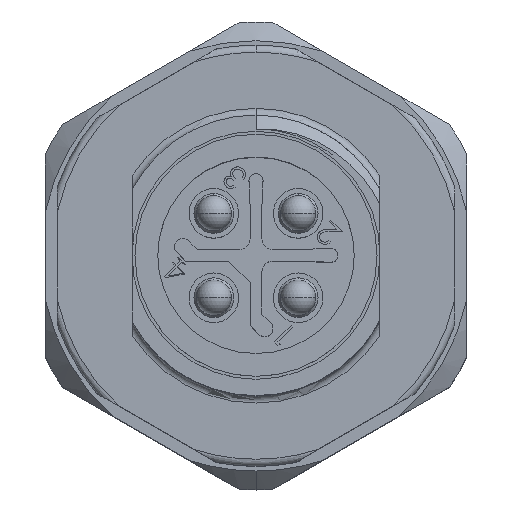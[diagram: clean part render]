
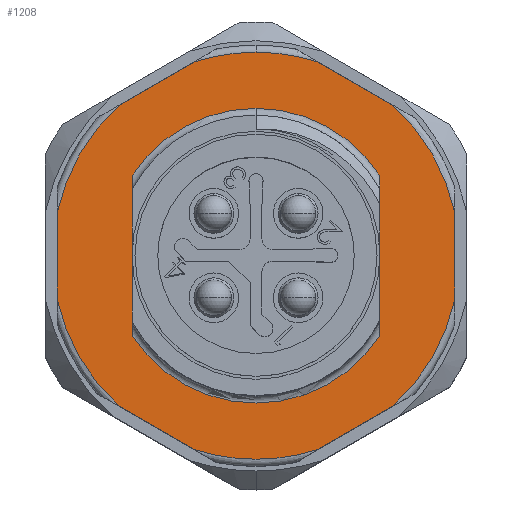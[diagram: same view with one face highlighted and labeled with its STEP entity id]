
A CAD part, top view. The second image highlights one B-rep face of the part: STEP entity #1208.
In plain terms, the highlighted planar face has unit normal (0, 0, 1).
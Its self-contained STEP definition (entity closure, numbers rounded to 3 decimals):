
#342=PLANE('',#9521);
#435=FACE_BOUND('',#2389,.T.);
#436=FACE_BOUND('',#2390,.T.);
#785=CIRCLE('',#9496,8.7);
#786=CIRCLE('',#9497,8.7);
#792=CIRCLE('',#9511,8.7);
#793=CIRCLE('',#9512,8.7);
#794=CIRCLE('',#9513,8.7);
#795=CIRCLE('',#9514,8.7);
#796=CIRCLE('',#9515,8.7);
#797=CIRCLE('',#9516,8.7);
#798=CIRCLE('',#9517,6.3);
#799=CIRCLE('',#9518,6.3);
#800=CIRCLE('',#9519,6.3);
#801=CIRCLE('',#9520,6.3);
#1208=ADVANCED_FACE('',(#435,#436),#342,.T.);
#2389=EDGE_LOOP('',(#5295,#5296,#5297,#5298,#5299,#5300,#5301,#5302,#5303,
#5304,#5305,#5306,#5307,#5308));
#2390=EDGE_LOOP('',(#5309,#5310,#5311,#5312,#5313,#5314));
#2957=LINE('',#16538,#3501);
#2961=LINE('',#16634,#3505);
#2965=LINE('',#16739,#3509);
#2966=LINE('',#16746,#3510);
#2967=LINE('',#16750,#3511);
#2968=LINE('',#16756,#3512);
#2969=LINE('',#16762,#3513);
#2970=LINE('',#16768,#3514);
#3501=VECTOR('',#11227,1.);
#3505=VECTOR('',#11257,1.);
#3509=VECTOR('',#11271,1.);
#3510=VECTOR('',#11280,1.);
#3511=VECTOR('',#11283,1.);
#3512=VECTOR('',#11288,1.);
#3513=VECTOR('',#11293,1.);
#3514=VECTOR('',#11298,1.);
#5295=ORIENTED_EDGE('',*,*,#8016,.T.);
#5296=ORIENTED_EDGE('',*,*,#8015,.F.);
#5297=ORIENTED_EDGE('',*,*,#8017,.T.);
#5298=ORIENTED_EDGE('',*,*,#8004,.T.);
#5299=ORIENTED_EDGE('',*,*,#7996,.T.);
#5300=ORIENTED_EDGE('',*,*,#7995,.T.);
#5301=ORIENTED_EDGE('',*,*,#7989,.T.);
#5302=ORIENTED_EDGE('',*,*,#8018,.T.);
#5303=ORIENTED_EDGE('',*,*,#8019,.F.);
#5304=ORIENTED_EDGE('',*,*,#8020,.T.);
#5305=ORIENTED_EDGE('',*,*,#8021,.T.);
#5306=ORIENTED_EDGE('',*,*,#8022,.T.);
#5307=ORIENTED_EDGE('',*,*,#8023,.T.);
#5308=ORIENTED_EDGE('',*,*,#8024,.T.);
#5309=ORIENTED_EDGE('',*,*,#8025,.T.);
#5310=ORIENTED_EDGE('',*,*,#8026,.T.);
#5311=ORIENTED_EDGE('',*,*,#8027,.F.);
#5312=ORIENTED_EDGE('',*,*,#8028,.T.);
#5313=ORIENTED_EDGE('',*,*,#8029,.T.);
#5314=ORIENTED_EDGE('',*,*,#8030,.F.);
#6832=VERTEX_POINT('',#16537);
#6833=VERTEX_POINT('',#16539);
#6837=VERTEX_POINT('',#16566);
#6838=VERTEX_POINT('',#16568);
#6842=VERTEX_POINT('',#16635);
#6847=VERTEX_POINT('',#16699);
#6849=VERTEX_POINT('',#16738);
#6850=VERTEX_POINT('',#16742);
#6851=VERTEX_POINT('',#16745);
#6852=VERTEX_POINT('',#16747);
#6853=VERTEX_POINT('',#16749);
#6854=VERTEX_POINT('',#16751);
#6855=VERTEX_POINT('',#16753);
#6856=VERTEX_POINT('',#16755);
#6857=VERTEX_POINT('',#16758);
#6858=VERTEX_POINT('',#16759);
#6859=VERTEX_POINT('',#16761);
#6860=VERTEX_POINT('',#16763);
#6861=VERTEX_POINT('',#16765);
#6862=VERTEX_POINT('',#16767);
#7989=EDGE_CURVE('',#6833,#6832,#2957,.T.);
#7995=EDGE_CURVE('',#6837,#6833,#785,.T.);
#7996=EDGE_CURVE('',#6838,#6837,#786,.T.);
#8004=EDGE_CURVE('',#6842,#6838,#2961,.T.);
#8015=EDGE_CURVE('',#6849,#6847,#2965,.T.);
#8016=EDGE_CURVE('',#6850,#6847,#792,.T.);
#8017=EDGE_CURVE('',#6849,#6842,#793,.T.);
#8018=EDGE_CURVE('',#6832,#6851,#794,.T.);
#8019=EDGE_CURVE('',#6852,#6851,#2966,.T.);
#8020=EDGE_CURVE('',#6852,#6853,#795,.T.);
#8021=EDGE_CURVE('',#6853,#6854,#2967,.T.);
#8022=EDGE_CURVE('',#6854,#6855,#796,.T.);
#8023=EDGE_CURVE('',#6855,#6856,#797,.T.);
#8024=EDGE_CURVE('',#6856,#6850,#2968,.T.);
#8025=EDGE_CURVE('',#6857,#6858,#798,.T.);
#8026=EDGE_CURVE('',#6858,#6859,#799,.T.);
#8027=EDGE_CURVE('',#6860,#6859,#2969,.T.);
#8028=EDGE_CURVE('',#6860,#6861,#800,.T.);
#8029=EDGE_CURVE('',#6861,#6862,#801,.T.);
#8030=EDGE_CURVE('',#6857,#6862,#2970,.T.);
#9496=AXIS2_PLACEMENT_3D('',#16565,#11238,#11239);
#9497=AXIS2_PLACEMENT_3D('',#16567,#11240,#11241);
#9511=AXIS2_PLACEMENT_3D('',#16741,#11274,#11275);
#9512=AXIS2_PLACEMENT_3D('',#16743,#11276,#11277);
#9513=AXIS2_PLACEMENT_3D('',#16744,#11278,#11279);
#9514=AXIS2_PLACEMENT_3D('',#16748,#11281,#11282);
#9515=AXIS2_PLACEMENT_3D('',#16752,#11284,#11285);
#9516=AXIS2_PLACEMENT_3D('',#16754,#11286,#11287);
#9517=AXIS2_PLACEMENT_3D('',#16757,#11289,#11290);
#9518=AXIS2_PLACEMENT_3D('',#16760,#11291,#11292);
#9519=AXIS2_PLACEMENT_3D('',#16764,#11294,#11295);
#9520=AXIS2_PLACEMENT_3D('',#16766,#11296,#11297);
#9521=AXIS2_PLACEMENT_3D('',#16769,#11299,#11300);
#11227=DIRECTION('',(0.866,0.5,0.));
#11238=DIRECTION('',(0.,0.,1.));
#11239=DIRECTION('',(0.,-1.,0.));
#11240=DIRECTION('',(0.,0.,1.));
#11241=DIRECTION('',(-0.304,-0.953,0.));
#11257=DIRECTION('',(0.866,-0.5,0.));
#11271=DIRECTION('',(0.,1.,0.));
#11274=DIRECTION('',(0.,0.,1.));
#11275=DIRECTION('',(-0.673,0.74,0.));
#11276=DIRECTION('',(0.,0.,1.));
#11277=DIRECTION('',(-0.977,-0.213,0.));
#11278=DIRECTION('',(0.,0.,1.));
#11279=DIRECTION('',(0.673,-0.74,0.));
#11280=DIRECTION('',(0.,-1.,0.));
#11281=DIRECTION('',(0.,0.,1.));
#11282=DIRECTION('',(0.977,0.213,0.));
#11283=DIRECTION('',(-0.866,0.5,0.));
#11284=DIRECTION('',(0.,0.,1.));
#11285=DIRECTION('',(0.304,0.953,0.));
#11286=DIRECTION('',(0.,0.,1.));
#11287=DIRECTION('',(0.,1.,0.));
#11288=DIRECTION('',(-0.866,-0.5,0.));
#11289=DIRECTION('',(0.,0.,-1.));
#11290=DIRECTION('',(-0.841,0.541,0.));
#11291=DIRECTION('',(0.,0.,-1.));
#11292=DIRECTION('',(0.,1.,0.));
#11293=DIRECTION('',(0.,1.,0.));
#11294=DIRECTION('',(0.,0.,-1.));
#11295=DIRECTION('',(0.841,-0.541,0.));
#11296=DIRECTION('',(0.,0.,-1.));
#11297=DIRECTION('',(0.,-1.,0.));
#11298=DIRECTION('',(0.,-1.,0.));
#11299=DIRECTION('',(0.,0.,1.));
#11300=DIRECTION('',(0.,-1.,0.));
#16537=CARTESIAN_POINT('',(5.856,-6.434,-11.2));
#16538=CARTESIAN_POINT('',(2.644,-8.289,-11.2));
#16539=CARTESIAN_POINT('',(2.644,-8.289,-11.2));
#16565=CARTESIAN_POINT('',(0.,0.,-11.2));
#16566=CARTESIAN_POINT('',(0.,-8.7,-11.2));
#16567=CARTESIAN_POINT('',(0.,0.,-11.2));
#16568=CARTESIAN_POINT('',(-2.644,-8.289,-11.2));
#16634=CARTESIAN_POINT('',(-5.856,-6.434,-11.2));
#16635=CARTESIAN_POINT('',(-5.856,-6.434,-11.2));
#16699=CARTESIAN_POINT('',(-8.5,1.855,-11.2));
#16738=CARTESIAN_POINT('',(-8.5,-1.855,-11.2));
#16739=CARTESIAN_POINT('',(-8.5,-1.855,-11.2));
#16741=CARTESIAN_POINT('',(0.,0.,-11.2));
#16742=CARTESIAN_POINT('',(-5.856,6.434,-11.2));
#16743=CARTESIAN_POINT('',(0.,0.,-11.2));
#16744=CARTESIAN_POINT('',(0.,0.,-11.2));
#16745=CARTESIAN_POINT('',(8.5,-1.855,-11.2));
#16746=CARTESIAN_POINT('',(8.5,1.855,-11.2));
#16747=CARTESIAN_POINT('',(8.5,1.855,-11.2));
#16748=CARTESIAN_POINT('',(0.,0.,-11.2));
#16749=CARTESIAN_POINT('',(5.856,6.434,-11.2));
#16750=CARTESIAN_POINT('',(5.856,6.434,-11.2));
#16751=CARTESIAN_POINT('',(2.644,8.289,-11.2));
#16752=CARTESIAN_POINT('',(0.,0.,-11.2));
#16753=CARTESIAN_POINT('',(0.,8.7,-11.2));
#16754=CARTESIAN_POINT('',(0.,0.,-11.2));
#16755=CARTESIAN_POINT('',(-2.644,8.289,-11.2));
#16756=CARTESIAN_POINT('',(-2.644,8.289,-11.2));
#16757=CARTESIAN_POINT('',(0.,0.,-11.2));
#16758=CARTESIAN_POINT('',(-5.3,3.406,-11.2));
#16759=CARTESIAN_POINT('',(0.,6.3,-11.2));
#16760=CARTESIAN_POINT('',(0.,0.,-11.2));
#16761=CARTESIAN_POINT('',(5.3,3.406,-11.2));
#16762=CARTESIAN_POINT('',(5.3,-3.406,-11.2));
#16763=CARTESIAN_POINT('',(5.3,-3.406,-11.2));
#16764=CARTESIAN_POINT('',(0.,0.,-11.2));
#16765=CARTESIAN_POINT('',(0.,-6.3,-11.2));
#16766=CARTESIAN_POINT('',(0.,0.,-11.2));
#16767=CARTESIAN_POINT('',(-5.3,-3.406,-11.2));
#16768=CARTESIAN_POINT('',(-5.3,3.406,-11.2));
#16769=CARTESIAN_POINT('',(0.,0.,-11.2));
